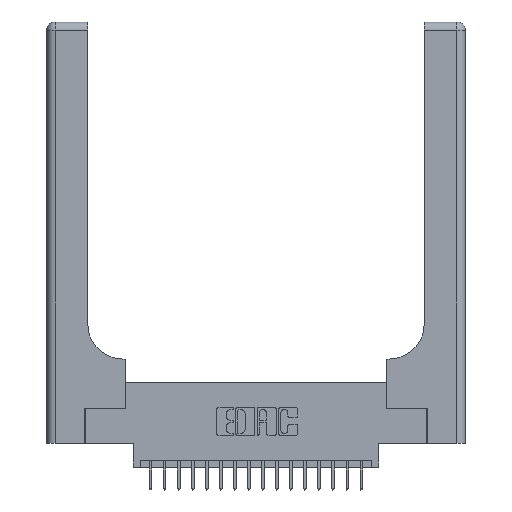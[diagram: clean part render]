
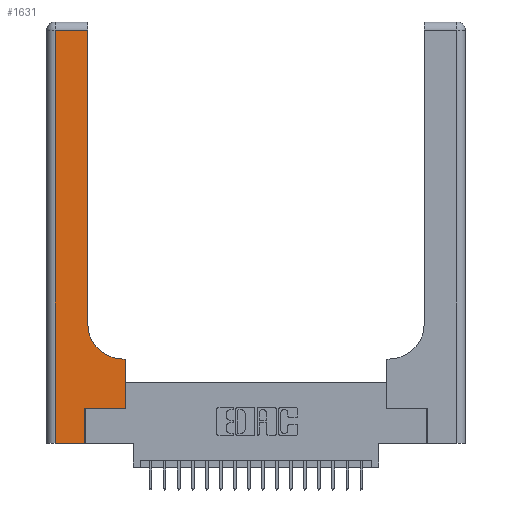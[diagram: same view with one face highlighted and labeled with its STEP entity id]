
A CAD part, top view. The second image highlights one B-rep face of the part: STEP entity #1631.
In plain terms, the highlighted planar face has unit normal (0, 0, 1).
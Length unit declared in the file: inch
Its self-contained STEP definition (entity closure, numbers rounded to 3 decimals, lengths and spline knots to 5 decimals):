
#278 = DIRECTION ( 'NONE',  ( 0., 1., 0. ) ) ;
#470 = VECTOR ( 'NONE', #555, 39.37008 ) ;
#498 = CARTESIAN_POINT ( 'NONE',  ( 0.5415, 0.6, 0.37 ) ) ;
#555 = DIRECTION ( 'NONE',  ( 0., -1., 0. ) ) ;
#824 = ORIENTED_EDGE ( 'NONE', *, *, #10737, .T. ) ;
#889 = LINE ( 'NONE', #5185, #14379 ) ;
#1197 = CARTESIAN_POINT ( 'NONE',  ( 0.5415, 0.85, 0.37 ) ) ;
#1223 = CARTESIAN_POINT ( 'NONE',  ( 0.2915, 0.6, 0.37 ) ) ;
#1598 = ORIENTED_EDGE ( 'NONE', *, *, #7728, .T. ) ;
#1631 = ADVANCED_FACE ( 'NONE', ( #17865 ), #14686, .F. ) ;
#1691 = VECTOR ( 'NONE', #12526, 39.37008 ) ;
#2715 = DIRECTION ( 'NONE',  ( 0., 1., 0. ) ) ;
#2796 = LINE ( 'NONE', #7444, #8785 ) ;
#2849 = EDGE_CURVE ( 'NONE', #5432, #3649, #10370, .T. ) ;
#2952 = EDGE_CURVE ( 'NONE', #11599, #9665, #2796, .T. ) ;
#3362 = CARTESIAN_POINT ( 'NONE',  ( 0.06, 2.94, 0.37 ) ) ;
#3649 = VERTEX_POINT ( 'NONE', #21319 ) ;
#4092 = EDGE_CURVE ( 'NONE', #5229, #11599, #12865, .T. ) ;
#4382 = LINE ( 'NONE', #4674, #11943 ) ;
#4431 = CARTESIAN_POINT ( 'NONE',  ( 0., 0., 0.37 ) ) ;
#4451 = EDGE_CURVE ( 'NONE', #8172, #18727, #7729, .T. ) ;
#4478 = ORIENTED_EDGE ( 'NONE', *, *, #4451, .T. ) ;
#4554 = CARTESIAN_POINT ( 'NONE',  ( 0.269, 0.25, 0.37 ) ) ;
#4673 = EDGE_CURVE ( 'NONE', #18727, #5229, #6691, .T. ) ;
#4674 = CARTESIAN_POINT ( 'NONE',  ( 0.269, 0.25, 0.37 ) ) ;
#4826 = CARTESIAN_POINT ( 'NONE',  ( 0., 3., 0.37 ) ) ;
#5185 = CARTESIAN_POINT ( 'NONE',  ( 0.5585, 0.25, 0.37 ) ) ;
#5229 = VERTEX_POINT ( 'NONE', #10525 ) ;
#5432 = VERTEX_POINT ( 'NONE', #498 ) ;
#5587 = EDGE_CURVE ( 'NONE', #3649, #8172, #21420, .T. ) ;
#5704 = CARTESIAN_POINT ( 'NONE',  ( 0., 2.94, 0.37 ) ) ;
#6290 = ORIENTED_EDGE ( 'NONE', *, *, #2952, .T. ) ;
#6341 = ORIENTED_EDGE ( 'NONE', *, *, #4673, .T. ) ;
#6691 = LINE ( 'NONE', #17211, #470 ) ;
#7444 = CARTESIAN_POINT ( 'NONE',  ( 0.269, 0., 0.37 ) ) ;
#7728 = EDGE_CURVE ( 'NONE', #21299, #14338, #889, .T. ) ;
#7729 = LINE ( 'NONE', #5704, #12146 ) ;
#7850 = CARTESIAN_POINT ( 'NONE',  ( 0.5585, 0.6, 0.37 ) ) ;
#8172 = VERTEX_POINT ( 'NONE', #11349 ) ;
#8181 = AXIS2_PLACEMENT_3D ( 'NONE', #1197, #9466, #9256 ) ;
#8785 = VECTOR ( 'NONE', #2715, 39.37008 ) ;
#9256 = DIRECTION ( 'NONE',  ( 1., 0., 0. ) ) ;
#9466 = DIRECTION ( 'NONE',  ( 0., 0., -1. ) ) ;
#9665 = VERTEX_POINT ( 'NONE', #4554 ) ;
#10016 = VECTOR ( 'NONE', #15785, 39.37008 ) ;
#10370 = CIRCLE ( 'NONE', #8181, 0.25 ) ;
#10525 = CARTESIAN_POINT ( 'NONE',  ( 0.06, 0., 0.37 ) ) ;
#10737 = EDGE_CURVE ( 'NONE', #9665, #21299, #4382, .T. ) ;
#11349 = CARTESIAN_POINT ( 'NONE',  ( 0.2915, 2.94, 0.37 ) ) ;
#11599 = VERTEX_POINT ( 'NONE', #16372 ) ;
#11943 = VECTOR ( 'NONE', #17932, 39.37008 ) ;
#12146 = VECTOR ( 'NONE', #15834, 39.37008 ) ;
#12526 = DIRECTION ( 'NONE',  ( 0., 1., 0. ) ) ;
#12865 = LINE ( 'NONE', #4431, #17792 ) ;
#13574 = AXIS2_PLACEMENT_3D ( 'NONE', #4826, #18128, #18922 ) ;
#14338 = VERTEX_POINT ( 'NONE', #7850 ) ;
#14379 = VECTOR ( 'NONE', #278, 39.37008 ) ;
#14686 = PLANE ( 'NONE',  #13574 ) ;
#15124 = ORIENTED_EDGE ( 'NONE', *, *, #4092, .T. ) ;
#15785 = DIRECTION ( 'NONE',  ( -1., 0., 0. ) ) ;
#15834 = DIRECTION ( 'NONE',  ( -1., 0., 0. ) ) ;
#16365 = EDGE_LOOP ( 'NONE', ( #20049, #4478, #6341, #15124, #6290, #824, #1598, #21326, #18715 ) ) ;
#16372 = CARTESIAN_POINT ( 'NONE',  ( 0.269, 0., 0.37 ) ) ;
#16571 = DIRECTION ( 'NONE',  ( 1., 0., 0. ) ) ;
#16737 = LINE ( 'NONE', #1223, #10016 ) ;
#17211 = CARTESIAN_POINT ( 'NONE',  ( 0.06, 3., 0.37 ) ) ;
#17647 = CARTESIAN_POINT ( 'NONE',  ( 0.2915, 3., 0.37 ) ) ;
#17792 = VECTOR ( 'NONE', #16571, 39.37008 ) ;
#17865 = FACE_OUTER_BOUND ( 'NONE', #16365, .T. ) ;
#17932 = DIRECTION ( 'NONE',  ( 1., 0., 0. ) ) ;
#18128 = DIRECTION ( 'NONE',  ( 0., 0., -1. ) ) ;
#18715 = ORIENTED_EDGE ( 'NONE', *, *, #2849, .T. ) ;
#18727 = VERTEX_POINT ( 'NONE', #3362 ) ;
#18922 = DIRECTION ( 'NONE',  ( -1., 0., 0. ) ) ;
#19508 = CARTESIAN_POINT ( 'NONE',  ( 0.5585, 0.25, 0.37 ) ) ;
#19672 = EDGE_CURVE ( 'NONE', #14338, #5432, #16737, .T. ) ;
#20049 = ORIENTED_EDGE ( 'NONE', *, *, #5587, .T. ) ;
#21299 = VERTEX_POINT ( 'NONE', #19508 ) ;
#21319 = CARTESIAN_POINT ( 'NONE',  ( 0.2915, 0.85, 0.37 ) ) ;
#21326 = ORIENTED_EDGE ( 'NONE', *, *, #19672, .T. ) ;
#21420 = LINE ( 'NONE', #17647, #1691 ) ;
